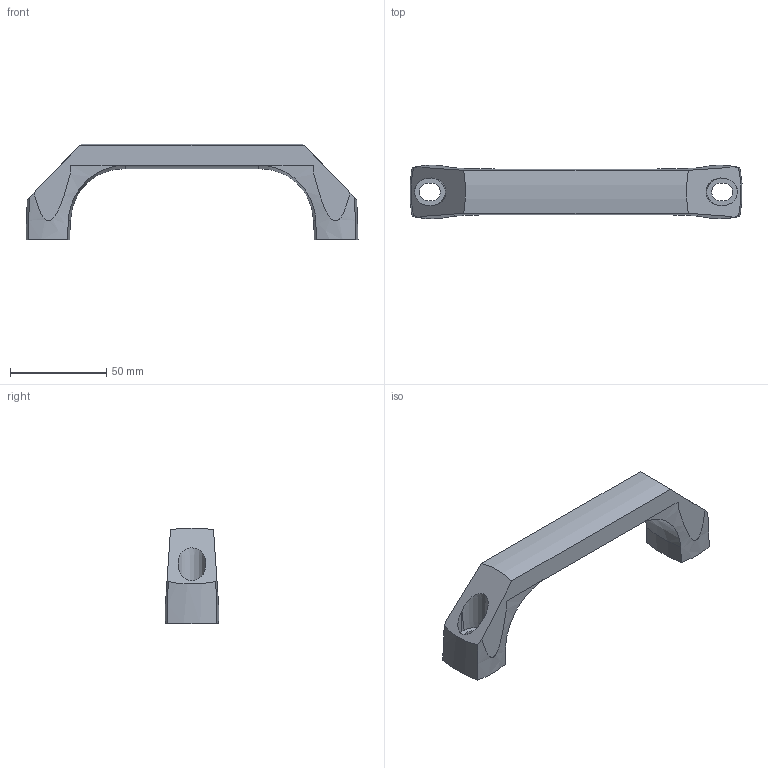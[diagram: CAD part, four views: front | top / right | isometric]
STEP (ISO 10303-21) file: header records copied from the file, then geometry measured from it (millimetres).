
FILE_DESCRIPTION (( 'STEP AP203' ), '1' );
FILE_NAME ('BLH-1(M).STEP', '2017-08-29T07:36:43', ( '' ), ( '' ), 'SwSTEP 2.0', 'SolidWorks 2016', '' );
FILE_SCHEMA (( 'CONFIG_CONTROL_DESIGN' ));
Length unit declared in the file: millimetre
Products named in the file (1): BLH-1(M)
Bounding box: 172.72 x 27.74 x 49.9 mm (x, y, z)
Surface area: 19089.5 mm2 (no closed solid volume)
Topology: 0 solids, 1 shells, 39 faces, 121 edges, 82 vertices
Faces by surface type: plane 16, cylinder 11, bspline 10, cone 2
Entity records: 6154 total; most frequent: CARTESIAN_POINT 5104, ORIENTED_EDGE 242, DIRECTION 145, EDGE_CURVE 121, VERTEX_POINT 82, AXIS2_PLACEMENT_3D 53, B_SPLINE_CURVE_WITH_KNOTS 49, EDGE_LOOP 49
